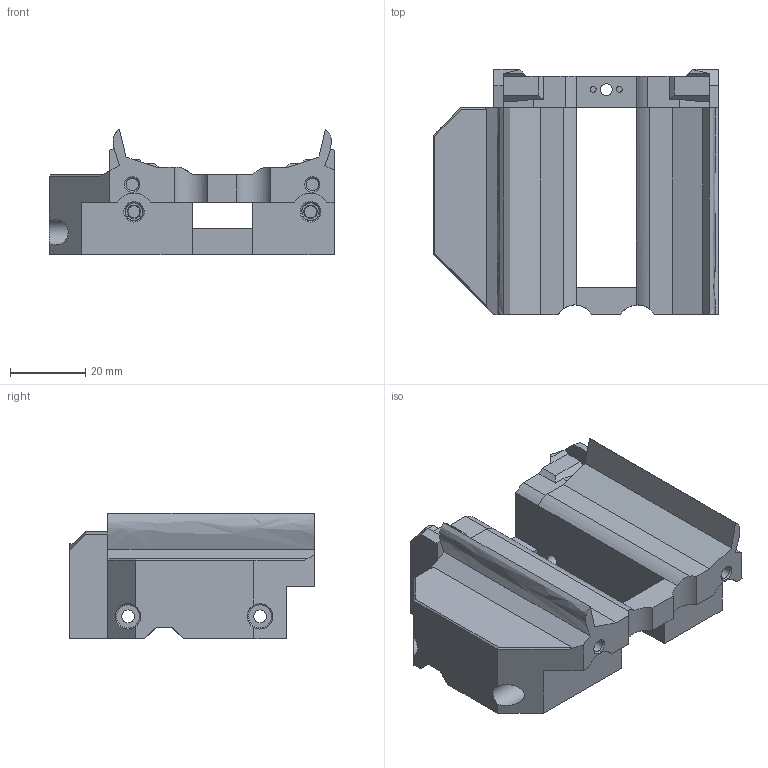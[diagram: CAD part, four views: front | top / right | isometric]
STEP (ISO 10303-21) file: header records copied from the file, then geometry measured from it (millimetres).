
FILE_DESCRIPTION(/* description */ (''),/* implementation_level */ '2;1');
FILE_NAME(/* name */ 'Base - JabberWocky.step',/* time_stamp */ '2025-11-08T15:03:56+11:00',/* author */ (''),/* organization */ (''),/* preprocessor_version */ 'ST-DEVELOPER v20.1',/* originating_system */ 'Autodesk Translation Framework v14.21.0.0',/* authorisation */ '');
FILE_SCHEMA (('AUTOMOTIVE_DESIGN { 1 0 10303 214 3 1 1 }'));
Length unit declared in the file: millimetre
Products named in the file (7): Dock; Base (1) (2); Back (5) (2); M3 Threaded Insert (3) (8) (1); Link Inserts; Heat Inserts; M3 Threaded Insert (3) (8) (1)_1
Assembly tree (11 placements, depth 3):
  Dock
    Base (1) (2)
    Back (5) (2)
    M3 Threaded Insert (3) (8) (1)
    Link Inserts
      M3 Threaded Insert (3) (8) (1)_1  x2
    Heat Inserts
      M3 Threaded Insert (3) (8) (1)_1  x4
Bounding box: 76.13 x 65.3 x 33.49 mm (x, y, z)
Volume: 74632.8 mm3; surface area: 24796.8 mm2
Topology: 9 solids, 9 shells, 1133 faces, 3181 edges, 2103 vertices
Faces by surface type: bspline 560, cylinder 256, plane 197, cone 120
Full cylindrical faces by diameter (mm): 1.6 x2, 3.2 x8, 3.3 x2, 3.4 x4, 4.1 x7, 4.25 x14, 4.7 x7, 6 x2, 6.1 x4, 6.8 x2
Entity records: 26232 total; most frequent: CARTESIAN_POINT 14520, ORIENTED_EDGE 2662, DIRECTION 2059, EDGE_CURVE 1331, VERTEX_POINT 873, AXIS2_PLACEMENT_3D 782, EDGE_LOOP 522, LINE 495
